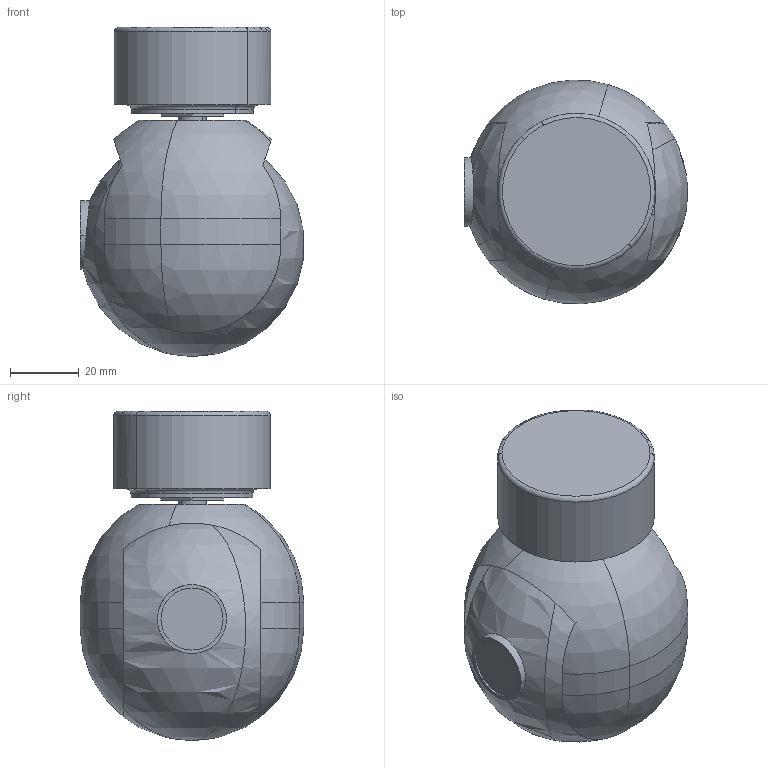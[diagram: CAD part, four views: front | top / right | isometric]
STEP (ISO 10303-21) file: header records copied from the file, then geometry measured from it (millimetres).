
FILE_DESCRIPTION(('CATIA V5 STEP Exchange'),'2;1');
FILE_NAME('Pod.stp','2022-02-28T08:56:06+00:00',('none'),('none'),'CATIA Version 5 Release 21 GA (IN-10)','CATIA V5 STEP AP214','none');
FILE_SCHEMA(('AUTOMOTIVE_DESIGN { 1 0 10303 214 1 1 1 1 }'));
Length unit declared in the file: millimetre
Products named in the file (1): 光电吊舱
Bounding box: 64.72 x 64.9 x 95.5 mm (x, y, z)
Volume: 200047.7 mm3; surface area: 33309.2 mm2
Topology: 2 solids, 2 shells, 48 faces, 112 edges, 66 vertices
Faces by surface type: plane 15, cylinder 15, sphere 12, torus 6
Entity records: 1894 total; most frequent: CARTESIAN_POINT 525, ORIENTED_EDGE 208, DIRECTION 176, EDGE_CURVE 104, AXIS2_PLACEMENT_3D 101, VERTEX_POINT 66, CIRCLE 54, EDGE_LOOP 54
